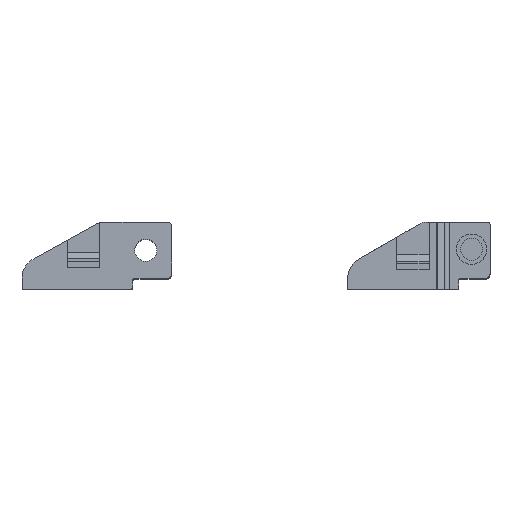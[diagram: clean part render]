
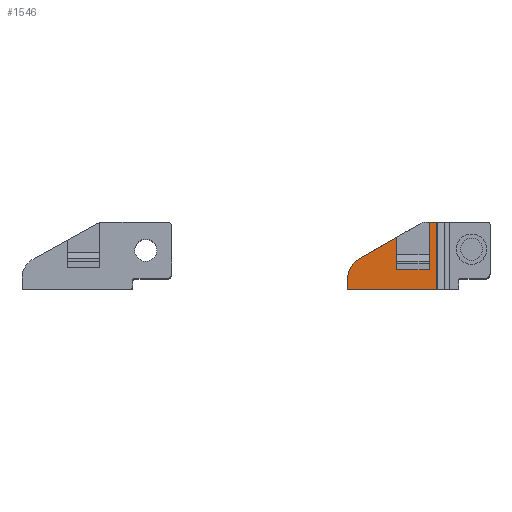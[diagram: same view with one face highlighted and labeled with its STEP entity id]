
A CAD part, top view. The second image highlights one B-rep face of the part: STEP entity #1546.
In plain terms, the highlighted planar face has unit normal (0, 0, 1).
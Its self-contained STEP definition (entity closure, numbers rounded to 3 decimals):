
#17 = ORIENTED_EDGE ( 'NONE', *, *, #11762, .F. ) ;
#335 = AXIS2_PLACEMENT_3D ( 'NONE', #27820, #20400, #6275 ) ;
#537 = CARTESIAN_POINT ( 'NONE',  ( -34.5, -9.5, 72.5 ) ) ;
#555 = EDGE_CURVE ( 'NONE', #8383, #13245, #15829, .T. ) ;
#871 = ORIENTED_EDGE ( 'NONE', *, *, #9938, .T. ) ;
#1141 = CARTESIAN_POINT ( 'NONE',  ( -47., -13.308, 72.5 ) ) ;
#1309 = EDGE_CURVE ( 'NONE', #10503, #29366, #17813, .T. ) ;
#1546 = ADVANCED_FACE ( 'NONE', ( #7320 ), #21627, .T. ) ;
#1676 = CARTESIAN_POINT ( 'NONE',  ( -19.5, 12.5, 72.5 ) ) ;
#1740 = DIRECTION ( 'NONE',  ( -1., 0., 0. ) ) ;
#1969 = VECTOR ( 'NONE', #14688, 1000. ) ;
#2413 = EDGE_CURVE ( 'NONE', #16234, #3961, #23958, .T. ) ;
#2430 = CARTESIAN_POINT ( 'NONE',  ( -15.949, 12.5, 72.5 ) ) ;
#2449 = EDGE_CURVE ( 'NONE', #10776, #8383, #9793, .T. ) ;
#3034 = CARTESIAN_POINT ( 'NONE',  ( -57., -18., 72.5 ) ) ;
#3411 = ORIENTED_EDGE ( 'NONE', *, *, #2413, .F. ) ;
#3961 = VERTEX_POINT ( 'NONE', #28754 ) ;
#6195 = DIRECTION ( 'NONE',  ( 0., -1., 0. ) ) ;
#6275 = DIRECTION ( 'NONE',  ( -1., 0., 0. ) ) ;
#6496 = ORIENTED_EDGE ( 'NONE', *, *, #1309, .F. ) ;
#6803 = EDGE_CURVE ( 'NONE', #13245, #16234, #24439, .T. ) ;
#7152 = CARTESIAN_POINT ( 'NONE',  ( -15.949, -18.5, 72.5 ) ) ;
#7165 = CARTESIAN_POINT ( 'NONE',  ( -19.5, 12.5, 72.5 ) ) ;
#7320 = FACE_OUTER_BOUND ( 'NONE', #16265, .T. ) ;
#7920 = VECTOR ( 'NONE', #1740, 1000. ) ;
#7948 = CARTESIAN_POINT ( 'NONE',  ( -15.949, 12.5, 72.5 ) ) ;
#8383 = VERTEX_POINT ( 'NONE', #7152 ) ;
#8889 = DIRECTION ( 'NONE',  ( 0.866, 0.5, 0. ) ) ;
#8945 = AXIS2_PLACEMENT_3D ( 'NONE', #14849, #19319, #28748 ) ;
#9114 = LINE ( 'NONE', #13728, #7920 ) ;
#9327 = VECTOR ( 'NONE', #15786, 1000. ) ;
#9455 = VECTOR ( 'NONE', #26744, 1000. ) ;
#9793 = LINE ( 'NONE', #7948, #9455 ) ;
#9938 = EDGE_CURVE ( 'NONE', #27718, #19907, #9114, .T. ) ;
#10360 = EDGE_CURVE ( 'NONE', #10587, #27718, #10800, .T. ) ;
#10369 = DIRECTION ( 'NONE',  ( -0.5, 0.866, 0. ) ) ;
#10503 = VERTEX_POINT ( 'NONE', #28983 ) ;
#10587 = VERTEX_POINT ( 'NONE', #1676 ) ;
#10589 = LINE ( 'NONE', #20398, #9327 ) ;
#10776 = VERTEX_POINT ( 'NONE', #2430 ) ;
#10800 = LINE ( 'NONE', #20172, #22636 ) ;
#11762 = EDGE_CURVE ( 'NONE', #10587, #10776, #28428, .T. ) ;
#13245 = VERTEX_POINT ( 'NONE', #24139 ) ;
#13728 = CARTESIAN_POINT ( 'NONE',  ( -19.5, -9.5, 72.5 ) ) ;
#14299 = CARTESIAN_POINT ( 'NONE',  ( -57., -18., 72.5 ) ) ;
#14688 = DIRECTION ( 'NONE',  ( 1., 0., 0. ) ) ;
#14751 = ORIENTED_EDGE ( 'NONE', *, *, #555, .F. ) ;
#14849 = CARTESIAN_POINT ( 'NONE',  ( -21.432, -4.946, 72.5 ) ) ;
#15786 = DIRECTION ( 'NONE',  ( 0., 1., 0. ) ) ;
#15829 = LINE ( 'NONE', #25387, #24636 ) ;
#16234 = VERTEX_POINT ( 'NONE', #14299 ) ;
#16265 = EDGE_LOOP ( 'NONE', ( #18677, #6496, #27586, #3411, #26436, #14751, #24719, #17, #16450, #871 ) ) ;
#16450 = ORIENTED_EDGE ( 'NONE', *, *, #10360, .T. ) ;
#17813 = LINE ( 'NONE', #20421, #28104 ) ;
#18677 = ORIENTED_EDGE ( 'NONE', *, *, #26368, .T. ) ;
#19319 = DIRECTION ( 'NONE',  ( 0., 0., 1. ) ) ;
#19603 = DIRECTION ( 'NONE',  ( 0., 0., -1. ) ) ;
#19907 = VERTEX_POINT ( 'NONE', #537 ) ;
#20172 = CARTESIAN_POINT ( 'NONE',  ( -19.5, 12.5, 72.5 ) ) ;
#20324 = CARTESIAN_POINT ( 'NONE',  ( -34.5, 5.456, 72.5 ) ) ;
#20398 = CARTESIAN_POINT ( 'NONE',  ( -34.5, -9.5, 72.5 ) ) ;
#20400 = DIRECTION ( 'NONE',  ( 0., 0., -1. ) ) ;
#20421 = CARTESIAN_POINT ( 'NONE',  ( -52., -4.647, 72.5 ) ) ;
#20913 = AXIS2_PLACEMENT_3D ( 'NONE', #1141, #19603, #10369 ) ;
#21627 = PLANE ( 'NONE',  #8945 ) ;
#21634 = DIRECTION ( 'NONE',  ( 0., 1., 0. ) ) ;
#21825 = EDGE_CURVE ( 'NONE', #3961, #10503, #22447, .T. ) ;
#22447 = CIRCLE ( 'NONE', #20913, 10. ) ;
#22636 = VECTOR ( 'NONE', #6195, 1000. ) ;
#23056 = DIRECTION ( 'NONE',  ( -1., 0., 0. ) ) ;
#23958 = LINE ( 'NONE', #3034, #25614 ) ;
#24139 = CARTESIAN_POINT ( 'NONE',  ( -56.5, -18.5, 72.5 ) ) ;
#24439 = CIRCLE ( 'NONE', #335, 0.5 ) ;
#24636 = VECTOR ( 'NONE', #23056, 1000. ) ;
#24719 = ORIENTED_EDGE ( 'NONE', *, *, #2449, .F. ) ;
#25387 = CARTESIAN_POINT ( 'NONE',  ( -15.949, -18.5, 72.5 ) ) ;
#25614 = VECTOR ( 'NONE', #21634, 1000. ) ;
#26178 = CARTESIAN_POINT ( 'NONE',  ( -19.5, -9.5, 72.5 ) ) ;
#26368 = EDGE_CURVE ( 'NONE', #19907, #29366, #10589, .T. ) ;
#26436 = ORIENTED_EDGE ( 'NONE', *, *, #6803, .F. ) ;
#26744 = DIRECTION ( 'NONE',  ( 0., -1., 0. ) ) ;
#27586 = ORIENTED_EDGE ( 'NONE', *, *, #21825, .F. ) ;
#27718 = VERTEX_POINT ( 'NONE', #26178 ) ;
#27820 = CARTESIAN_POINT ( 'NONE',  ( -56.5, -18., 72.5 ) ) ;
#28104 = VECTOR ( 'NONE', #8889, 1000. ) ;
#28428 = LINE ( 'NONE', #7165, #1969 ) ;
#28748 = DIRECTION ( 'NONE',  ( 1., 0., 0. ) ) ;
#28754 = CARTESIAN_POINT ( 'NONE',  ( -57., -13.308, 72.5 ) ) ;
#28983 = CARTESIAN_POINT ( 'NONE',  ( -52., -4.647, 72.5 ) ) ;
#29366 = VERTEX_POINT ( 'NONE', #20324 ) ;
